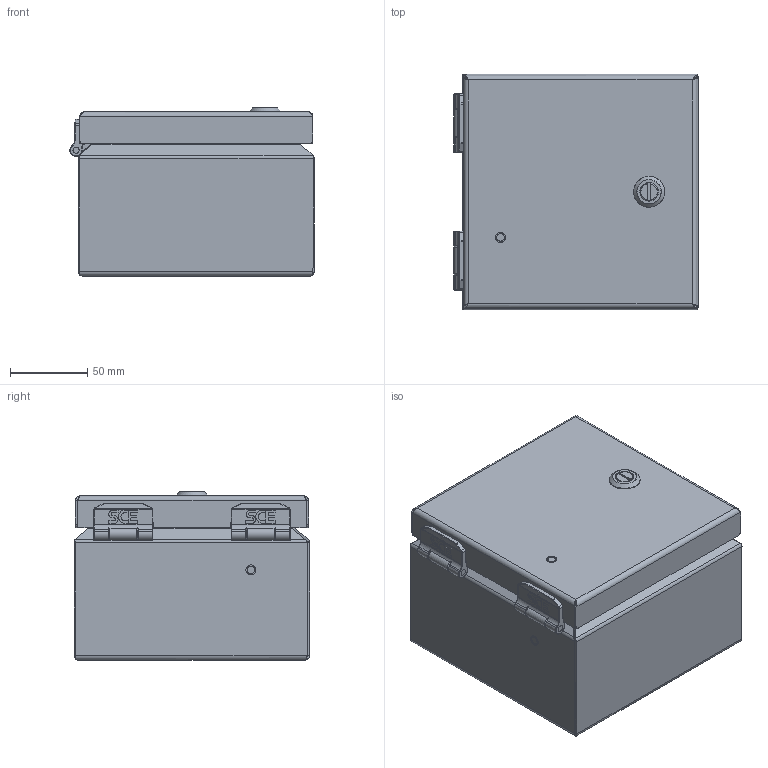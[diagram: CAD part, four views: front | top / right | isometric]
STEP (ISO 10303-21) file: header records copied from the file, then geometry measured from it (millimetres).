
FILE_DESCRIPTION (( 'STEP AP203' ), '1' );
FILE_NAME ('SCE-606ELJSS.step', '2021-02-09T17:17:05', ( 'ADC123' ), ( 'Microsoft' ), 'SwSTEP 2.0', 'SolidWorks 2019', '' );
FILE_SCHEMA (( 'CONFIG_CONTROL_DESIGN' ));
Products named in the file (1): SCE-606ELJSS
Bounding box: 158 x 152.4 x 109.11 mm (x, y, z)
Surface area: 302884.8 mm2 (no closed solid volume)
Topology: 0 solids, 40 shells, 2717 faces, 7144 edges, 4431 vertices
Faces by surface type: bspline 960, plane 863, cylinder 790, cone 96, torus 8
Full cylindrical faces by diameter (mm): 0.508 x2, 2.54 x2, 2.743 x4, 3.439 x4, 3.962 x2, 4.013 x6, 4.064 x4, 4.318 x4, 4.42 x2, 4.572 x2, 4.775 x6, 4.826 x5, 4.981 x2, 5.08 x1, 5.537 x2, 5.842 x2, 6.02 x2, 6.058 x1, 6.35 x8, 6.463 x1, 6.502 x2, 6.604 x2, 6.756 x2, 6.824 x1, 7.112 x4, 7.167 x1, 7.216 x4, 7.874 x1, 8.28 x1, 8.89 x1
Entity records: 185449 total; most frequent: CARTESIAN_POINT 130615, ORIENTED_EDGE 12950, DIRECTION 7941, EDGE_CURVE 6845, VERTEX_POINT 4378, B_SPLINE_CURVE_WITH_KNOTS 3350, EDGE_LOOP 2981, AXIS2_PLACEMENT_3D 2922
